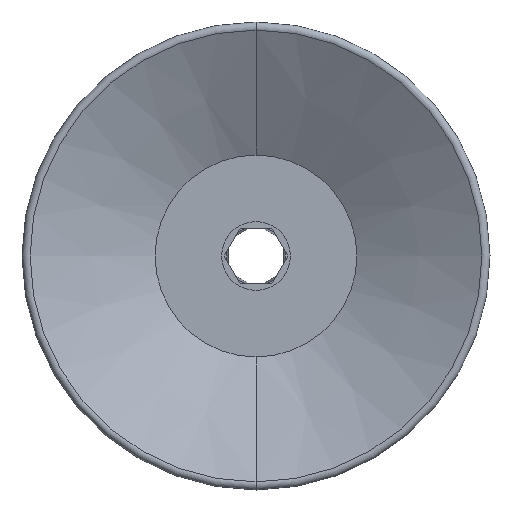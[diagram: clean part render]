
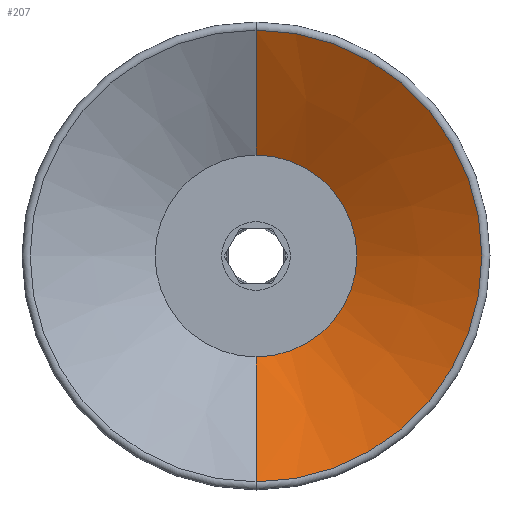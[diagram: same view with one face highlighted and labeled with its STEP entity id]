
A CAD part, front view. The second image highlights one B-rep face of the part: STEP entity #207.
In plain terms, the highlighted conical face has half-angle 61.384 degrees and reference radius 24.613 mm.
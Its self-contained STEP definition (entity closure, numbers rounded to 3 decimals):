
#207=ADVANCED_FACE('',(#518),#519,.F.);
#518=FACE_OUTER_BOUND('',#943,.T.);
#519=CONICAL_SURFACE('',#944,24.613,1.071);
#943=EDGE_LOOP('',(#5223,#5224,#5225,#5226));
#944=AXIS2_PLACEMENT_3D('',#5227,#5228,#5229);
#5223=ORIENTED_EDGE('',*,*,#6069,.F.);
#5224=ORIENTED_EDGE('',*,*,#6165,.T.);
#5225=ORIENTED_EDGE('',*,*,#6071,.T.);
#5226=ORIENTED_EDGE('',*,*,#6073,.F.);
#5227=CARTESIAN_POINT('',(0.0,-19.927,0.0));
#5228=DIRECTION('',(0.0,-1.0,-0.0));
#5229=DIRECTION('',(0.0,0.0,-1.0));
#6069=EDGE_CURVE('',#6512,#6514,#6515,.T.);
#6071=EDGE_CURVE('',#6511,#6516,#6518,.T.);
#6073=EDGE_CURVE('',#6514,#6516,#6520,.T.);
#6165=EDGE_CURVE('',#6512,#6511,#6670,.T.);
#6511=VERTEX_POINT('',#7140);
#6512=VERTEX_POINT('',#7141);
#6514=VERTEX_POINT('',#7143);
#6515=LINE('',#7144,#7145);
#6516=VERTEX_POINT('',#7146);
#6518=LINE('',#7148,#7149);
#6520=CIRCLE('',#7151,24.613);
#6670=CIRCLE('',#7770,11.0);
#7140=CARTESIAN_POINT('',(0.0,-12.5,-11.0));
#7141=CARTESIAN_POINT('',(0.,-12.5,11.0));
#7143=CARTESIAN_POINT('',(0.0,-19.927,24.613));
#7144=CARTESIAN_POINT('',(0.,-19.927,24.613));
#7145=VECTOR('',#9442,1000.0);
#7146=CARTESIAN_POINT('',(0.,-19.927,-24.613));
#7148=CARTESIAN_POINT('',(0.0,-19.927,-24.613));
#7149=VECTOR('',#9446,1000.0);
#7151=AXIS2_PLACEMENT_3D('',#9447,#9448,#9449);
#7770=AXIS2_PLACEMENT_3D('',#9573,#9574,#9575);
#9442=DIRECTION('',(0.,-0.479,0.878));
#9446=DIRECTION('',(0.0,-0.479,-0.878));
#9447=CARTESIAN_POINT('',(0.0,-19.927,0.0));
#9448=DIRECTION('',(0.0,1.0,0.0));
#9449=DIRECTION('',(0.0,0.0,1.0));
#9573=CARTESIAN_POINT('',(0.0,-12.5,0.0));
#9574=DIRECTION('',(0.0,1.0,0.0));
#9575=DIRECTION('',(0.0,0.0,1.0));
